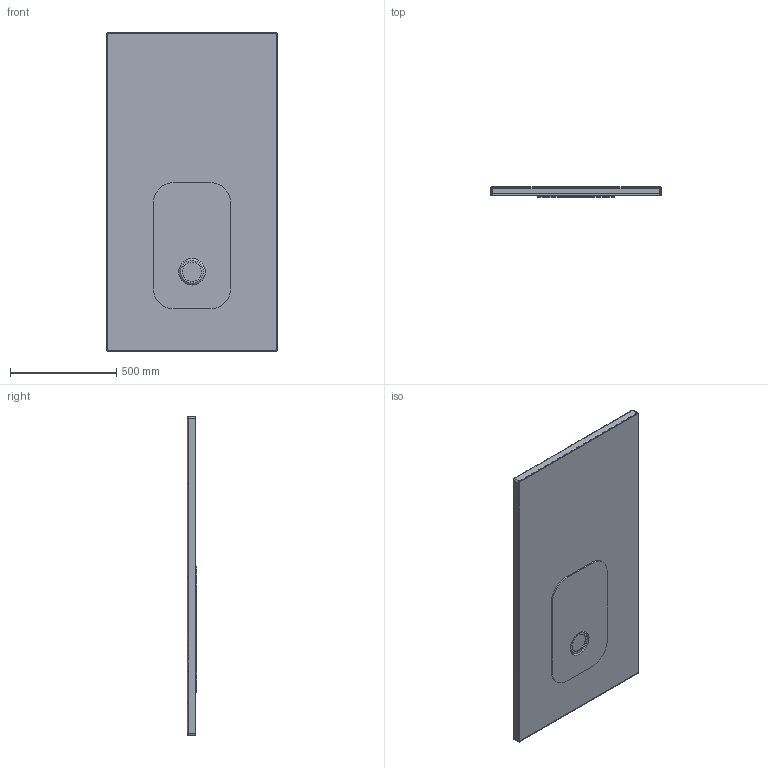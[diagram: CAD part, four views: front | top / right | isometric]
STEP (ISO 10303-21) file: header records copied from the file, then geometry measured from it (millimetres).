
FILE_DESCRIPTION((''),'2;1');
FILE_NAME('PLANEO150X80_22042019_ASM','2019-04-23T16:45:46',('grootj'),('Villeroy & Boch Wellness bv'),'CREO PARAMETRIC BY PTC INC, 2018020','CREO PARAMETRIC BY PTC INC, 2018020','');
FILE_SCHEMA(('CONFIG_CONTROL_DESIGN'));
Length unit declared in the file: millimetre
Products named in the file (4): COLMAR150X80_1-3DEGREE_25072018; COVER-CLOSED07102016; PUR_PLANEO150X80_22112018; PLANEO150X80_22042019_ASM
Assembly tree (3 placements, depth 2):
  PLANEO150X80_22042019_ASM
    COLMAR150X80_1-3DEGREE_25072018
    COVER-CLOSED07102016
    PUR_PLANEO150X80_22112018
Bounding box: 800 x 46.21 x 1500 mm (x, y, z)
Volume: 14838707.5 mm3; surface area: 5146761.4 mm2
Topology: 3 solids, 3 shells, 291 faces, 685 edges, 405 vertices
Faces by surface type: bspline 196, cylinder 44, plane 35, torus 12, cone 4
Entity records: 18022 total; most frequent: CARTESIAN_POINT 12552, ORIENTED_EDGE 1370, DIRECTION 706, EDGE_CURVE 685, VERTEX_POINT 405, B_SPLINE_CURVE_WITH_KNOTS 358, EDGE_LOOP 300, FACE_OUTER_BOUND 291
